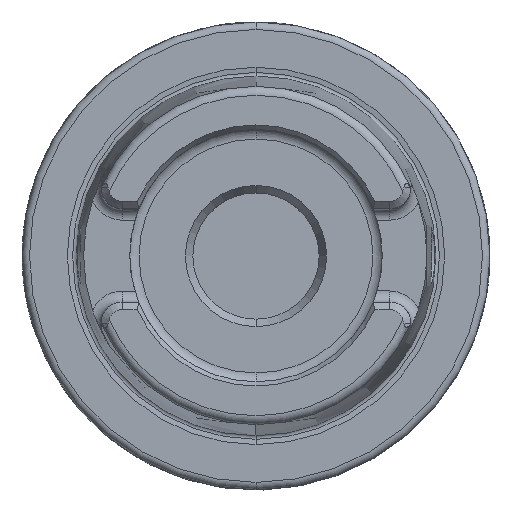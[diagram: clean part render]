
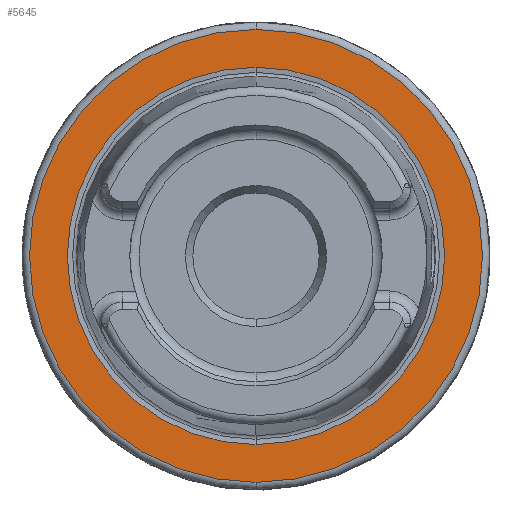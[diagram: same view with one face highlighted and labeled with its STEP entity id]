
A CAD part, top view. The second image highlights one B-rep face of the part: STEP entity #5645.
In plain terms, the highlighted planar face has unit normal (0, 0, 1).
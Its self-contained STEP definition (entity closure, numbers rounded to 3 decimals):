
#1264=CARTESIAN_POINT('',(0,0,26));
#1265=DIRECTION('',(0,0,-1));
#1266=DIRECTION('',(0,1,0));
#1267=AXIS2_PLACEMENT_3D('',#1264,#1265,#1266);
#1277=CARTESIAN_POINT('',(0,0,26));
#1278=DIRECTION('',(0,0,1));
#1279=DIRECTION('',(0,1,0));
#1280=AXIS2_PLACEMENT_3D('',#1277,#1278,#1279);
#1282=CARTESIAN_POINT('',(0,0,26));
#1283=DIRECTION('',(0,0,1));
#1284=DIRECTION('',(0,1,0));
#1285=AXIS2_PLACEMENT_3D('',#1282,#1283,#1284);
#1287=CARTESIAN_POINT('',(0,0,26));
#1288=DIRECTION('',(0,0,1));
#1289=DIRECTION('',(0,-1,0));
#1290=AXIS2_PLACEMENT_3D('',#1287,#1288,#1289);
#3670=CARTESIAN_POINT('',(0,25.409,26));
#3672=VERTEX_POINT('',#3670);
#3706=CARTESIAN_POINT('',(0,-25.409,26));
#3708=VERTEX_POINT('',#3706);
#3772=CARTESIAN_POINT('',(0,30.5,26));
#3773=CARTESIAN_POINT('',(0,-30.5,26));
#3774=VERTEX_POINT('',#3772);
#3775=VERTEX_POINT('',#3773);
#5630=CARTESIAN_POINT('',(0,0,26));
#5631=DIRECTION('',(0,0,-1));
#5632=DIRECTION('',(0,-1,0));
#5633=AXIS2_PLACEMENT_3D('',#5630,#5631,#5632);
#5634=PLANE('',#5633);
#5636=ORIENTED_EDGE('',*,*,#5635,.F.);
#5638=ORIENTED_EDGE('',*,*,#5637,.F.);
#5639=EDGE_LOOP('',(#5636,#5638));
#5640=FACE_OUTER_BOUND('',#5639,.F.);
#5641=ORIENTED_EDGE('',*,*,#5625,.T.);
#5642=ORIENTED_EDGE('',*,*,#5609,.F.);
#5643=EDGE_LOOP('',(#5641,#5642));
#5644=FACE_BOUND('',#5643,.F.);
#5645=ADVANCED_FACE('',(#5640,#5644),#5634,.F.);
#1268=CIRCLE('',#1267,25.409);
#1281=CIRCLE('',#1280,25.409);
#1286=CIRCLE('',#1285,30.5);
#1291=CIRCLE('',#1290,30.5);
#5609=EDGE_CURVE('',#3672,#3708,#1268,.T.);
#5625=EDGE_CURVE('',#3672,#3708,#1281,.T.);
#5635=EDGE_CURVE('',#3774,#3775,#1286,.T.);
#5637=EDGE_CURVE('',#3775,#3774,#1291,.T.);
